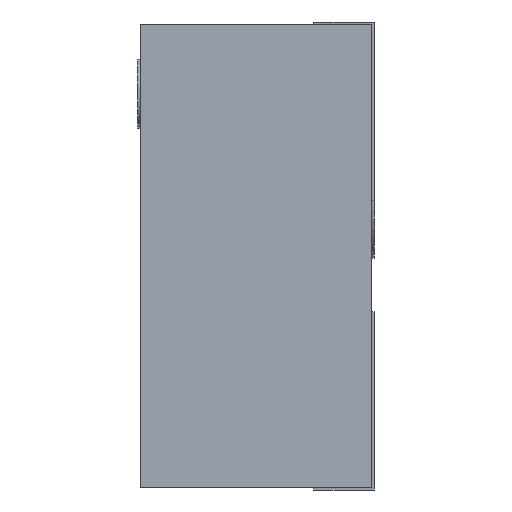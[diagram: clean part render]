
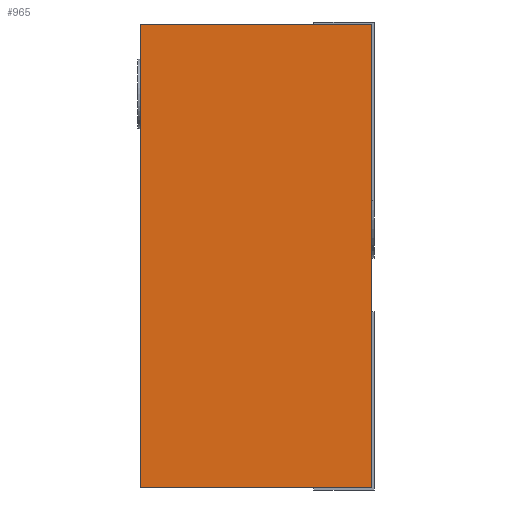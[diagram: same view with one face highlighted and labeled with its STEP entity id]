
A CAD part, left-side view. The second image highlights one B-rep face of the part: STEP entity #965.
In plain terms, the highlighted planar face has unit normal (-1, 0, 0).
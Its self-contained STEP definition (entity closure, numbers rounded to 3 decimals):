
#56=PLANE('',#1029);
#102=FACE_OUTER_BOUND('',#148,.T.);
#148=EDGE_LOOP('',(#866,#867,#868,#869));
#181=LINE('',#1326,#306);
#200=LINE('',#1365,#325);
#233=LINE('',#1430,#358);
#275=LINE('',#1517,#400);
#306=VECTOR('',#1085,10.);
#325=VECTOR('',#1118,10.);
#358=VECTOR('',#1167,10.);
#400=VECTOR('',#1253,10.);
#430=VERTEX_POINT('',#1323);
#431=VERTEX_POINT('',#1325);
#444=VERTEX_POINT('',#1364);
#468=VERTEX_POINT('',#1429);
#523=EDGE_CURVE('',#431,#430,#181,.T.);
#542=EDGE_CURVE('',#431,#444,#200,.T.);
#576=EDGE_CURVE('',#444,#468,#233,.T.);
#619=EDGE_CURVE('',#468,#430,#275,.T.);
#866=ORIENTED_EDGE('',*,*,#542,.F.);
#867=ORIENTED_EDGE('',*,*,#523,.T.);
#868=ORIENTED_EDGE('',*,*,#619,.F.);
#869=ORIENTED_EDGE('',*,*,#576,.F.);
#965=ADVANCED_FACE('',(#102),#56,.T.);
#1029=AXIS2_PLACEMENT_3D('',#1516,#1251,#1252);
#1085=DIRECTION('',(0.,1.,0.));
#1118=DIRECTION('',(0.,0.,-1.));
#1167=DIRECTION('',(0.,1.,0.));
#1251=DIRECTION('center_axis',(-1.,0.,0.));
#1252=DIRECTION('ref_axis',(0.,0.,1.));
#1253=DIRECTION('',(0.,0.,1.));
#1323=CARTESIAN_POINT('',(-0.8,0.5,0.5));
#1325=CARTESIAN_POINT('',(-0.8,0.,0.5));
#1326=CARTESIAN_POINT('',(-0.8,0.,0.5));
#1364=CARTESIAN_POINT('',(-0.8,0.,-0.5));
#1365=CARTESIAN_POINT('',(-0.8,0.,0.5));
#1429=CARTESIAN_POINT('',(-0.8,0.5,-0.5));
#1430=CARTESIAN_POINT('',(-0.8,0.,-0.5));
#1516=CARTESIAN_POINT('Origin',(-0.8,0.,-0.5));
#1517=CARTESIAN_POINT('',(-0.8,0.5,0.5));
